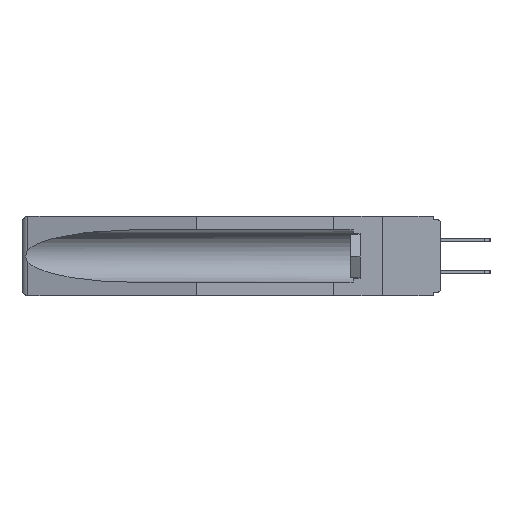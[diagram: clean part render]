
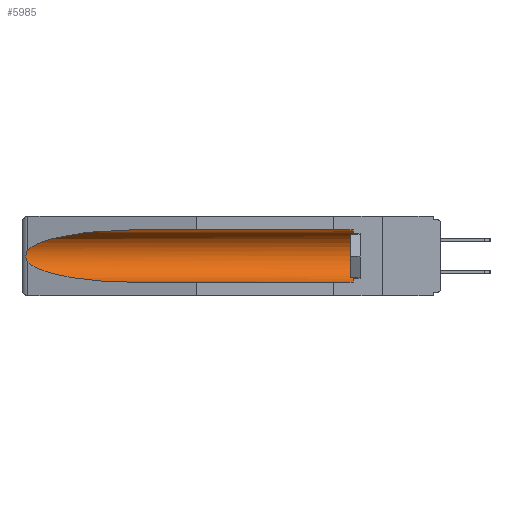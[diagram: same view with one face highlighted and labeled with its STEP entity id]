
A CAD part, left-side view. The second image highlights one B-rep face of the part: STEP entity #5985.
In plain terms, the highlighted cylindrical face has radius 2.857 mm (diameter 5.715 mm), a partial arc.
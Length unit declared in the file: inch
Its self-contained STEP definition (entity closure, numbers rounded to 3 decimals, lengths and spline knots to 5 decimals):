
#186 = ORIENTED_EDGE ( 'NONE', *, *, #18261, .T. ) ;
#534 = VERTEX_POINT ( 'NONE', #11271 ) ;
#1108 = CARTESIAN_POINT ( 'NONE',  ( 0.2673, 1.5327, -0.16383 ) ) ;
#1113 = DIRECTION ( 'NONE',  ( 0., 1., 0. ) ) ;
#1334 = AXIS2_PLACEMENT_3D ( 'NONE', #4095, #24453, #10126 ) ;
#1687 =( BOUNDED_CURVE ( )  B_SPLINE_CURVE ( 3, ( #19533, #25573, #26098, #5314 ),
 .UNSPECIFIED., .F., .F. ) 
 B_SPLINE_CURVE_WITH_KNOTS ( ( 4, 4 ),
 ( 4.71239, 6.08839 ),
 .UNSPECIFIED. ) 
 CURVE ( )  GEOMETRIC_REPRESENTATION_ITEM ( )  RATIONAL_B_SPLINE_CURVE ( ( 1., 0.848, 0.848, 1. ) ) 
 REPRESENTATION_ITEM ( '' )  );
#3339 = CARTESIAN_POINT ( 'NONE',  ( 0.2675, 1.53308, -0.17534 ) ) ;
#4095 = CARTESIAN_POINT ( 'NONE',  ( 0.155, -0.30754, -0.1715 ) ) ;
#4281 = DIRECTION ( 'NONE',  ( 0., 1., 0. ) ) ;
#4971 = VERTEX_POINT ( 'NONE', #17102 ) ;
#5314 = CARTESIAN_POINT ( 'NONE',  ( 0.26537, 1.52718, -0.14972 ) ) ;
#5508 = CARTESIAN_POINT ( 'NONE',  ( 0.2673, 1.53269, -0.17917 ) ) ;
#5766 = VECTOR ( 'NONE', #4281, 39.37008 ) ;
#5985 = ADVANCED_FACE ( 'NONE', ( #24580 ), #7505, .F. ) ;
#7060 = LINE ( 'NONE', #22731, #5766 ) ;
#7300 = CARTESIAN_POINT ( 'NONE',  ( 0.26597, 1.52961, -0.15275 ) ) ;
#7505 = CYLINDRICAL_SURFACE ( 'NONE', #1334, 0.1125 ) ;
#7547 = DIRECTION ( 'NONE',  ( 0., -1., 0. ) ) ;
#8135 = ORIENTED_EDGE ( 'NONE', *, *, #15480, .T. ) ;
#9120 = LINE ( 'NONE', #21784, #24259 ) ;
#9532 = CARTESIAN_POINT ( 'NONE',  ( 0.2675, 1.53308, -0.16763 ) ) ;
#9881 = DIRECTION ( 'NONE',  ( 0., 0., 1. ) ) ;
#9906 = CARTESIAN_POINT ( 'NONE',  ( 0.26537, 1.52718, -0.19328 ) ) ;
#10126 = DIRECTION ( 'NONE',  ( 0., 0., 1. ) ) ;
#11190 = CARTESIAN_POINT ( 'NONE',  ( 0.26537, 1.52718, -0.14972 ) ) ;
#11197 = CARTESIAN_POINT ( 'NONE',  ( 0.26537, 1.52718, -0.19328 ) ) ;
#11271 = CARTESIAN_POINT ( 'NONE',  ( 0.155, 0.126, -0.059 ) ) ;
#11445 = AXIS2_PLACEMENT_3D ( 'NONE', #24287, #7547, #9881 ) ;
#13223 = CARTESIAN_POINT ( 'NONE',  ( 0.155, 0.126, -0.284 ) ) ;
#13767 = ORIENTED_EDGE ( 'NONE', *, *, #24257, .F. ) ;
#14635 = CARTESIAN_POINT ( 'NONE',  ( 0.155, 1.07973, -0.059 ) ) ;
#15329 = CARTESIAN_POINT ( 'NONE',  ( 0.26654, 1.53092, -0.15636 ) ) ;
#15480 = EDGE_CURVE ( 'NONE', #21606, #534, #18835, .T. ) ;
#15512 = CARTESIAN_POINT ( 'NONE',  ( 0.21114, 1.30732, -0.284 ) ) ;
#17102 = CARTESIAN_POINT ( 'NONE',  ( 0.155, 1.07973, -0.284 ) ) ;
#17509 = EDGE_CURVE ( 'NONE', #21928, #4971, #25916, .T. ) ;
#17585 = EDGE_CURVE ( 'NONE', #25135, #21928, #21126, .T. ) ;
#17649 = CARTESIAN_POINT ( 'NONE',  ( 0.25451, 1.48313, -0.24835 ) ) ;
#17968 = ORIENTED_EDGE ( 'NONE', *, *, #17509, .T. ) ;
#18261 = EDGE_CURVE ( 'NONE', #534, #22029, #9120, .T. ) ;
#18421 = CARTESIAN_POINT ( 'NONE',  ( 0.26537, 1.52718, -0.19328 ) ) ;
#18616 = EDGE_LOOP ( 'NONE', ( #21269, #21626, #17968, #13767, #8135, #186 ) ) ;
#18835 = CIRCLE ( 'NONE', #11445, 0.1125 ) ;
#19533 = CARTESIAN_POINT ( 'NONE',  ( 0.155, 1.07973, -0.059 ) ) ;
#21126 = B_SPLINE_CURVE_WITH_KNOTS ( 'NONE', 3,
 ( #21439, #7300, #15329, #1108, #9532, #3339, #5508, #22242, #24310, #9906 ),
 .UNSPECIFIED., .F., .F.,
 ( 4, 2, 2, 2, 4 ),
 ( 0., 0.00029, 0.00058, 0.00087, 0.00117 ),
 .UNSPECIFIED. ) ;
#21269 = ORIENTED_EDGE ( 'NONE', *, *, #25275, .T. ) ;
#21439 = CARTESIAN_POINT ( 'NONE',  ( 0.26537, 1.52718, -0.14972 ) ) ;
#21606 = VERTEX_POINT ( 'NONE', #13223 ) ;
#21626 = ORIENTED_EDGE ( 'NONE', *, *, #17585, .T. ) ;
#21784 = CARTESIAN_POINT ( 'NONE',  ( 0.155, -0.30754, -0.059 ) ) ;
#21928 = VERTEX_POINT ( 'NONE', #18421 ) ;
#22029 = VERTEX_POINT ( 'NONE', #14635 ) ;
#22242 = CARTESIAN_POINT ( 'NONE',  ( 0.26655, 1.53094, -0.18657 ) ) ;
#22731 = CARTESIAN_POINT ( 'NONE',  ( 0.155, -0.30754, -0.284 ) ) ;
#24257 = EDGE_CURVE ( 'NONE', #21606, #4971, #7060, .T. ) ;
#24259 = VECTOR ( 'NONE', #1113, 39.37008 ) ;
#24287 = CARTESIAN_POINT ( 'NONE',  ( 0.155, 0.126, -0.1715 ) ) ;
#24310 = CARTESIAN_POINT ( 'NONE',  ( 0.26597, 1.5296, -0.19026 ) ) ;
#24453 = DIRECTION ( 'NONE',  ( 0., 1., 0. ) ) ;
#24580 = FACE_OUTER_BOUND ( 'NONE', #18616, .T. ) ;
#25135 = VERTEX_POINT ( 'NONE', #11190 ) ;
#25275 = EDGE_CURVE ( 'NONE', #22029, #25135, #1687, .T. ) ;
#25573 = CARTESIAN_POINT ( 'NONE',  ( 0.21114, 1.30732, -0.059 ) ) ;
#25770 = CARTESIAN_POINT ( 'NONE',  ( 0.155, 1.07973, -0.284 ) ) ;
#25916 =( BOUNDED_CURVE ( )  B_SPLINE_CURVE ( 3, ( #11197, #17649, #15512, #25770 ),
 .UNSPECIFIED., .F., .F. ) 
 B_SPLINE_CURVE_WITH_KNOTS ( ( 4, 4 ),
 ( 0.1948, 1.5708 ),
 .UNSPECIFIED. ) 
 CURVE ( )  GEOMETRIC_REPRESENTATION_ITEM ( )  RATIONAL_B_SPLINE_CURVE ( ( 1., 0.848, 0.848, 1. ) ) 
 REPRESENTATION_ITEM ( '' )  );
#26098 = CARTESIAN_POINT ( 'NONE',  ( 0.25451, 1.48313, -0.09465 ) ) ;
